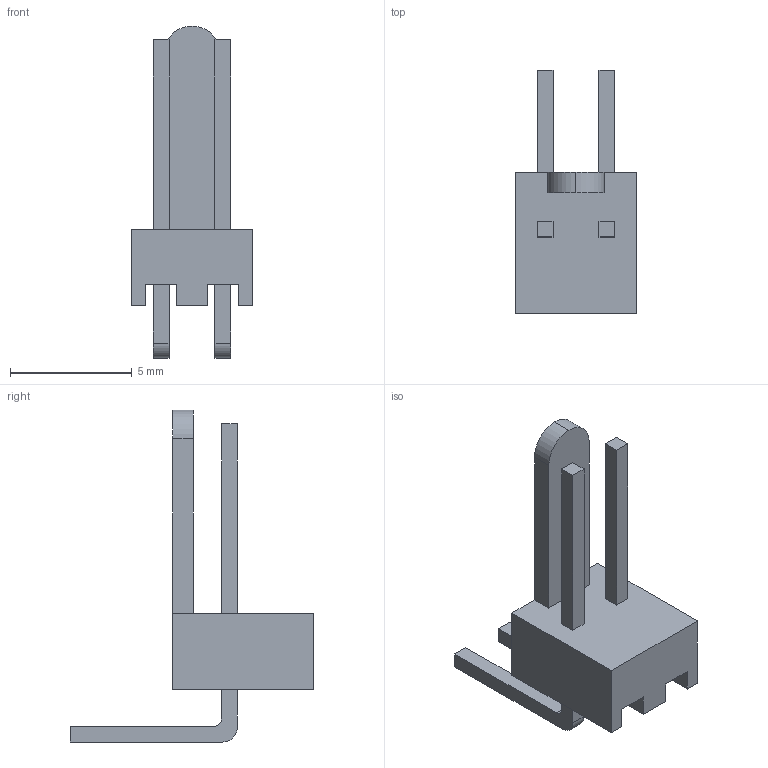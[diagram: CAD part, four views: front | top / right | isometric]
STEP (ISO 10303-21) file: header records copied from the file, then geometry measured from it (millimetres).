
FILE_DESCRIPTION (( 'STEP AP214' ), '1' );
FILE_NAME ('072627.STEP', '2017-08-10T06:25:54', ( '' ), ( '' ), 'SwSTEP 2.0', 'SolidWorks 2014', '' );
FILE_SCHEMA (( 'AUTOMOTIVE_DESIGN' ));
Length unit declared in the file: millimetre
Products named in the file (1): 072627
Bounding box: 5 x 10.03 x 13.65 mm (x, y, z)
Volume: 108.2 mm3; surface area: 280.8 mm2
Topology: 1 solids, 1 shells, 47 faces, 123 edges, 82 vertices
Faces by surface type: plane 41, cylinder 6
Entity records: 1463 total; most frequent: CARTESIAN_POINT 253, ORIENTED_EDGE 246, DIRECTION 231, EDGE_CURVE 123, VECTOR 111, LINE 111, VERTEX_POINT 82, AXIS2_PLACEMENT_3D 60
